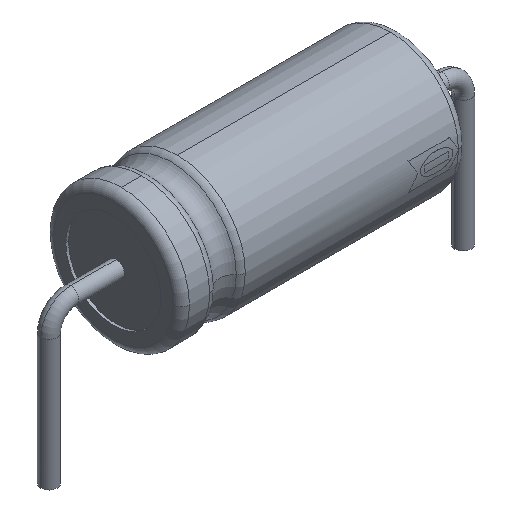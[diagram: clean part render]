
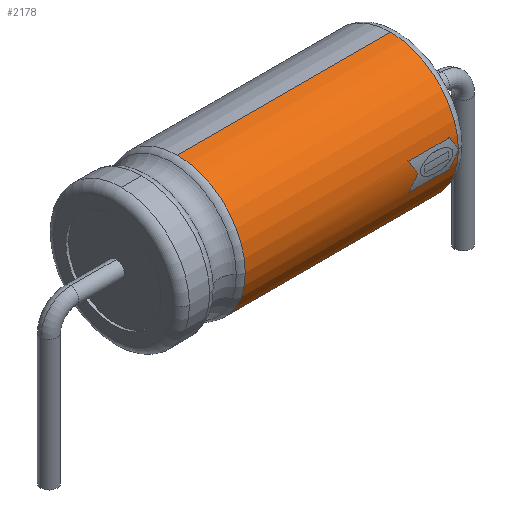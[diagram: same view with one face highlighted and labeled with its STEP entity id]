
A CAD part, isometric view. The second image highlights one B-rep face of the part: STEP entity #2178.
In plain terms, the highlighted cylindrical face has radius 2.5 mm (diameter 5 mm), a partial arc.
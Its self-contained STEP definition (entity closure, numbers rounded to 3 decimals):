
#1357=CARTESIAN_POINT('',(4.95,-2.5,2.5));
#1358=VERTEX_POINT('',#1357);
#1366=CARTESIAN_POINT('',(4.95,0.,0.));
#1367=VERTEX_POINT('',#1366);
#1368=CARTESIAN_POINT('',(4.95,0.,2.5));
#1369=DIRECTION('',(1.0,0.0,0.0));
#1370=DIRECTION('',(0.0,0.0,-1.0));
#1371=AXIS2_PLACEMENT_3D('',#1368,#1369,#1370);
#1372=CIRCLE('',#1371,2.5);
#1373=EDGE_CURVE('',#1358,#1367,#1372,.T.);
#1399=CARTESIAN_POINT('',(-2.894,0.,0.));
#1400=VERTEX_POINT('',#1399);
#1408=CARTESIAN_POINT('',(-2.894,-2.5,2.5));
#1409=VERTEX_POINT('',#1408);
#1410=CARTESIAN_POINT('',(-2.894,0.,2.5));
#1411=DIRECTION('',(-1.0,0.0,0.0));
#1412=DIRECTION('',(0.0,0.0,1.0));
#1413=AXIS2_PLACEMENT_3D('',#1410,#1411,#1412);
#1414=CIRCLE('',#1413,2.5);
#1415=EDGE_CURVE('',#1400,#1409,#1414,.T.);
#1623=CARTESIAN_POINT('',(4.95,0.,5.));
#1624=VERTEX_POINT('',#1623);
#1625=CARTESIAN_POINT('',(-2.894,0.,5.));
#1626=VERTEX_POINT('',#1625);
#1627=CARTESIAN_POINT('',(4.95,0.,5.));
#1628=DIRECTION('',(-1.0,0.0,0.0));
#1629=VECTOR('',#1628,7.844);
#1630=LINE('',#1627,#1629);
#1631=EDGE_CURVE('',#1624,#1626,#1630,.T.);
#1641=CARTESIAN_POINT('',(4.95,0.,0.));
#1642=DIRECTION('',(-1.0,0.0,0.0));
#1643=VECTOR('',#1642,7.844);
#1644=LINE('',#1641,#1643);
#1645=EDGE_CURVE('',#1367,#1400,#1644,.T.);
#1848=CARTESIAN_POINT('',(3.161,-2.449,3.));
#1849=VERTEX_POINT('',#1848);
#1850=CARTESIAN_POINT('',(4.661,-2.449,3.));
#1851=VERTEX_POINT('',#1850);
#1852=CARTESIAN_POINT('',(3.161,-2.449,3.));
#1853=DIRECTION('',(1.0,0.0,0.0));
#1854=VECTOR('',#1853,1.5);
#1855=LINE('',#1852,#1854);
#1856=EDGE_CURVE('',#1849,#1851,#1855,.T.);
#1888=CARTESIAN_POINT('',(4.95,0.,2.5));
#1889=DIRECTION('',(0.866,0.,0.5));
#1890=DIRECTION('',(-0.5,0.,0.866));
#1891=AXIS2_PLACEMENT_3D('',#1888,#1889,#1890);
#1892=ELLIPSE('',#1891,2.887,2.5);
#1893=EDGE_CURVE('',#1851,#1358,#1892,.T.);
#1918=CARTESIAN_POINT('',(4.661,-2.449,2.));
#1919=VERTEX_POINT('',#1918);
#1920=CARTESIAN_POINT('',(4.95,0.,2.5));
#1921=DIRECTION('',(0.866,0.,-0.5));
#1922=DIRECTION('',(0.5,0.,0.866));
#1923=AXIS2_PLACEMENT_3D('',#1920,#1921,#1922);
#1924=ELLIPSE('',#1923,2.887,2.5);
#1925=EDGE_CURVE('',#1358,#1919,#1924,.T.);
#1950=CARTESIAN_POINT('',(3.161,-2.449,2.));
#1951=VERTEX_POINT('',#1950);
#1952=CARTESIAN_POINT('',(4.661,-2.449,2.));
#1953=DIRECTION('',(-1.0,0.0,0.0));
#1954=VECTOR('',#1953,1.5);
#1955=LINE('',#1952,#1954);
#1956=EDGE_CURVE('',#1919,#1951,#1955,.T.);
#1981=CARTESIAN_POINT('',(3.45,-2.5,2.5));
#1982=VERTEX_POINT('',#1981);
#1983=CARTESIAN_POINT('',(3.45,0.,2.5));
#1984=DIRECTION('',(-0.866,0.,0.5));
#1985=DIRECTION('',(0.5,0.,0.866));
#1986=AXIS2_PLACEMENT_3D('',#1983,#1984,#1985);
#1987=ELLIPSE('',#1986,2.887,2.5);
#1988=EDGE_CURVE('',#1951,#1982,#1987,.T.);
#2013=CARTESIAN_POINT('',(3.45,0.,2.5));
#2014=DIRECTION('',(-0.866,0.,-0.5));
#2015=DIRECTION('',(-0.5,0.,0.866));
#2016=AXIS2_PLACEMENT_3D('',#2013,#2014,#2015);
#2017=ELLIPSE('',#2016,2.887,2.5);
#2018=EDGE_CURVE('',#1982,#1849,#2017,.T.);
#2147=CARTESIAN_POINT('',(-4.65,0.,2.5));
#2148=DIRECTION('',(1.0,0.,0.));
#2149=DIRECTION('',(0.0,0.0,1.0));
#2150=AXIS2_PLACEMENT_3D('',#2147,#2148,#2149);
#2151=CYLINDRICAL_SURFACE('',#2150,2.5);
#2152=ORIENTED_EDGE('',*,*,#1631,.T.);
#2153=CARTESIAN_POINT('',(-2.894,0.,2.5));
#2154=DIRECTION('',(-1.0,0.0,0.0));
#2155=DIRECTION('',(0.0,0.0,1.0));
#2156=AXIS2_PLACEMENT_3D('',#2153,#2154,#2155);
#2157=CIRCLE('',#2156,2.5);
#2158=EDGE_CURVE('',#1409,#1626,#2157,.T.);
#2159=ORIENTED_EDGE('',*,*,#2158,.F.);
#2160=ORIENTED_EDGE('',*,*,#1415,.F.);
#2161=ORIENTED_EDGE('',*,*,#1645,.F.);
#2162=ORIENTED_EDGE('',*,*,#1373,.F.);
#2163=ORIENTED_EDGE('',*,*,#1925,.T.);
#2164=ORIENTED_EDGE('',*,*,#1956,.T.);
#2165=ORIENTED_EDGE('',*,*,#1988,.T.);
#2166=ORIENTED_EDGE('',*,*,#2018,.T.);
#2167=ORIENTED_EDGE('',*,*,#1856,.T.);
#2168=ORIENTED_EDGE('',*,*,#1893,.T.);
#2169=CARTESIAN_POINT('',(4.95,0.,2.5));
#2170=DIRECTION('',(1.0,0.0,0.0));
#2171=DIRECTION('',(0.0,0.0,-1.0));
#2172=AXIS2_PLACEMENT_3D('',#2169,#2170,#2171);
#2173=CIRCLE('',#2172,2.5);
#2174=EDGE_CURVE('',#1624,#1358,#2173,.T.);
#2175=ORIENTED_EDGE('',*,*,#2174,.F.);
#2176=EDGE_LOOP('',(#2152,#2159,#2160,#2161,#2162,#2163,#2164,#2165,#2166,#2167,#2168,#2175));
#2177=FACE_OUTER_BOUND('',#2176,.T.);
#2178=ADVANCED_FACE('',(#2177),#2151,.T.);
